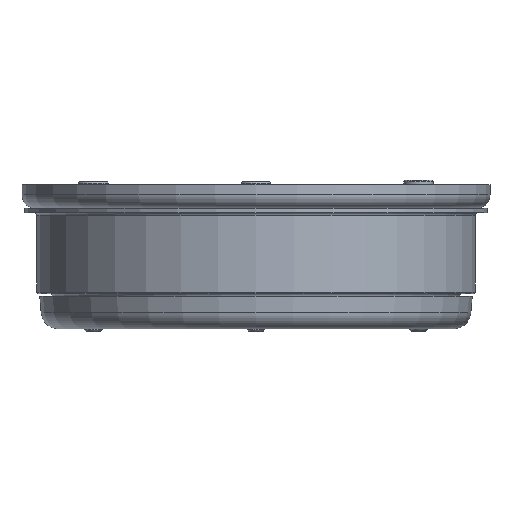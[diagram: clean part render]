
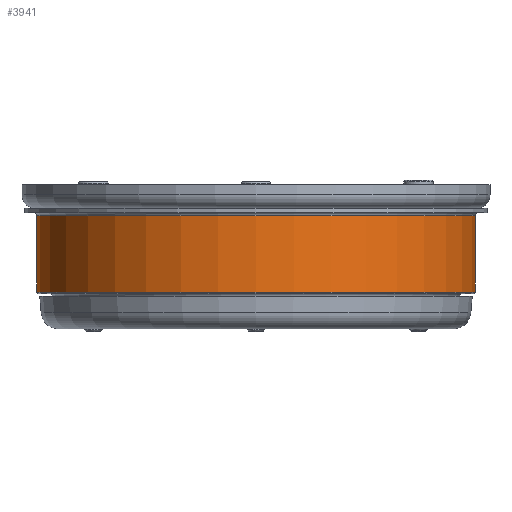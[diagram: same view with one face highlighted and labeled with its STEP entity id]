
A CAD part, front view. The second image highlights one B-rep face of the part: STEP entity #3941.
In plain terms, the highlighted cylindrical face has radius 74.5 mm (diameter 149 mm), a full revolution.
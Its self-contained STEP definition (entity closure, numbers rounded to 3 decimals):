
#397=CYLINDRICAL_SURFACE('',#4363,74.5);
#467=FACE_OUTER_BOUND('',#680,.T.);
#680=EDGE_LOOP('',(#2953,#2954,#2955,#2956));
#954=LINE('',#5988,#1232);
#1232=VECTOR('',#4930,71.3);
#1575=CIRCLE('',#4362,74.5);
#1576=CIRCLE('',#4364,74.5);
#1788=VERTEX_POINT('',#5982);
#1789=VERTEX_POINT('',#5986);
#2235=EDGE_CURVE('',#1788,#1788,#1575,.T.);
#2236=EDGE_CURVE('',#1789,#1789,#1576,.T.);
#2237=EDGE_CURVE('',#1789,#1788,#954,.T.);
#2953=ORIENTED_EDGE('',*,*,#2236,.F.);
#2954=ORIENTED_EDGE('',*,*,#2237,.T.);
#2955=ORIENTED_EDGE('',*,*,#2235,.F.);
#2956=ORIENTED_EDGE('',*,*,#2237,.F.);
#3941=ADVANCED_FACE('',(#467),#397,.T.);
#4362=AXIS2_PLACEMENT_3D('',#5984,#4924,#4925);
#4363=AXIS2_PLACEMENT_3D('',#5985,#4926,#4927);
#4364=AXIS2_PLACEMENT_3D('',#5987,#4928,#4929);
#4924=DIRECTION('center_axis',(0.,0.,-1.));
#4925=DIRECTION('ref_axis',(-1.,0.,0.));
#4926=DIRECTION('center_axis',(0.,0.,1.));
#4927=DIRECTION('ref_axis',(-1.,0.,0.));
#4928=DIRECTION('center_axis',(0.,0.,1.));
#4929=DIRECTION('ref_axis',(-1.,0.,0.));
#4930=DIRECTION('',(0.,0.,-1.));
#5982=CARTESIAN_POINT('',(74.5,0.,8.5));
#5984=CARTESIAN_POINT('Origin',(0.,0.,
8.5));
#5985=CARTESIAN_POINT('Origin',(0.,0.,
0.));
#5986=CARTESIAN_POINT('',(74.5,0.,34.5));
#5987=CARTESIAN_POINT('Origin',(0.,0.,
34.5));
#5988=CARTESIAN_POINT('',(74.5,0.,0.));
